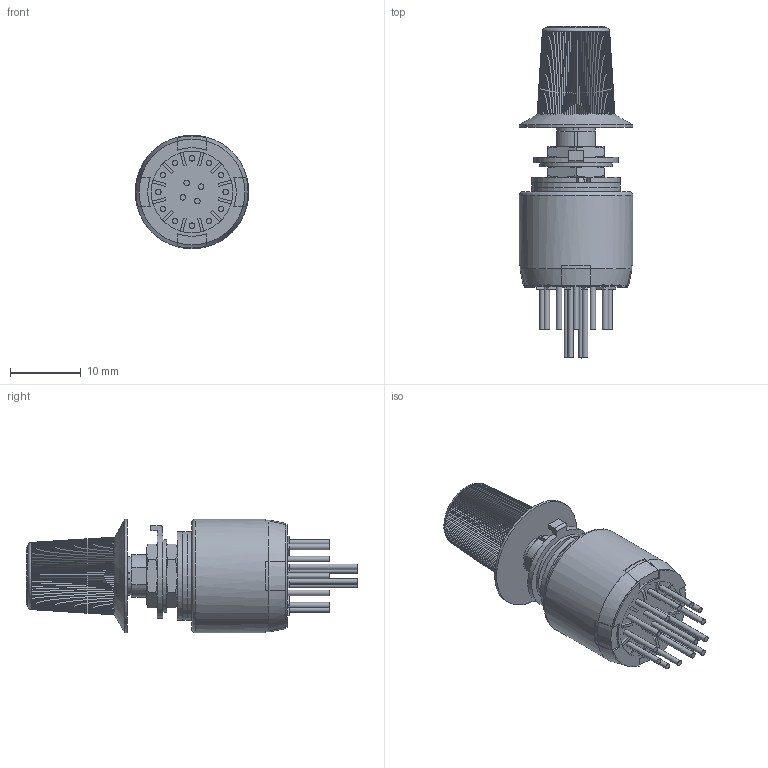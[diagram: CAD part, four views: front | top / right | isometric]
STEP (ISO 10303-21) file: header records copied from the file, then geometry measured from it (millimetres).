
FILE_DESCRIPTION( ( 'STEP AP214' ), '1' );
FILE_NAME( 'MRA403-BA.stp', '2019-12-18T11:39:53', ( '' ), ( '' ), ' ', 'PARTsolutions', ' ' );
FILE_SCHEMA( ( 'AUTOMOTIVE_DESIGN { 1 0 10303 214 1 1 1 1 }' ) );
Length unit declared in the file: inch
Products named in the file (13): MRA403-BA; _MRAbody; _MRApos; _MRAa; _MRAhmra1; _MRAhmra1_1; _MRAhmra2; _AT4103at4103; _MRBAcclr; _AT513M; _AT509; _AT507M; _MRA403trmnls
Assembly tree (13 placements, depth 2):
  MRA403-BA
    _MRAbody
    _MRApos
    _MRAa
    _MRAhmra1
    _MRAhmra1_1
    _MRAhmra2
    _AT4103at4103
    _MRBAcclr
    _AT513M  x2
    _AT509
    _AT507M
    _MRA403trmnls
Bounding box: 16 x 46.81 x 16 mm (x, y, z)
Volume: 4647.6 mm3; surface area: 6414.2 mm2
Topology: 13 solids, 13 shells, 659 faces, 1567 edges, 959 vertices
Faces by surface type: plane 536, cylinder 79, cone 42, torus 2
Full cylindrical faces by diameter (mm): 0.787 x16, 1.27 x2, 4.917 x2, 4.978 x1, 5.994 x3, 7.976 x2, 10.211 x1, 11.481 x1, 12.497 x2, 15.748 x2, 16.002 x2
Entity records: 23340 total; most frequent: CARTESIAN_POINT 3912, ORIENTED_EDGE 2932, DIRECTION 2796, EDGE_CURVE 1466, AXIS2_PLACEMENT_3D 968, VERTEX_POINT 918, LINE 860, VECTOR 860
